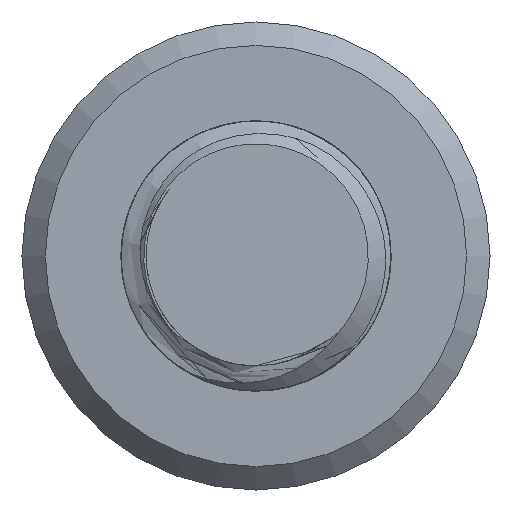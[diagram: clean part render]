
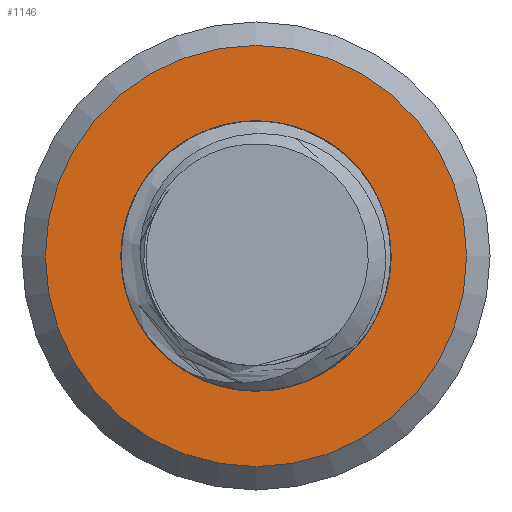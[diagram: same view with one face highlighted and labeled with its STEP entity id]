
A CAD part, left-side view. The second image highlights one B-rep face of the part: STEP entity #1146.
In plain terms, the highlighted face is planar.
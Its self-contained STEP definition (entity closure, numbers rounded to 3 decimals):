
#20=FACE_BOUND('',#182,.T.);
#46=PLANE('',#1246);
#114=FACE_OUTER_BOUND('',#181,.T.);
#181=EDGE_LOOP('',(#1035));
#182=EDGE_LOOP('',(#1036));
#184=CIRCLE('',#1164,2.451);
#203=CIRCLE('',#1245,3.825);
#411=VERTEX_POINT('',#1503);
#517=VERTEX_POINT('',#4563);
#522=EDGE_CURVE('',#411,#411,#184,.T.);
#690=EDGE_CURVE('',#517,#517,#203,.T.);
#1035=ORIENTED_EDGE('',*,*,#690,.T.);
#1036=ORIENTED_EDGE('',*,*,#522,.F.);
#1146=ADVANCED_FACE('',(#114,#20),#46,.F.);
#1164=AXIS2_PLACEMENT_3D('',#1505,#1258,#1259);
#1245=AXIS2_PLACEMENT_3D('',#4565,#1475,#1476);
#1246=AXIS2_PLACEMENT_3D('',#4566,#1477,#1478);
#1258=DIRECTION('center_axis',(0.,0.,1.));
#1259=DIRECTION('ref_axis',(1.,0.,0.));
#1475=DIRECTION('center_axis',(0.,0.,1.));
#1476=DIRECTION('ref_axis',(-1.,0.,0.));
#1477=DIRECTION('center_axis',(0.,0.,-1.));
#1478=DIRECTION('ref_axis',(-1.,0.,0.));
#1503=CARTESIAN_POINT('',(-2.451,0.,-35.));
#1505=CARTESIAN_POINT('Origin',(0.,0.,-35.));
#4563=CARTESIAN_POINT('',(3.825,0.,-35.));
#4565=CARTESIAN_POINT('Origin',(0.,0.,-35.));
#4566=CARTESIAN_POINT('Origin',(0.,0.,-35.));
